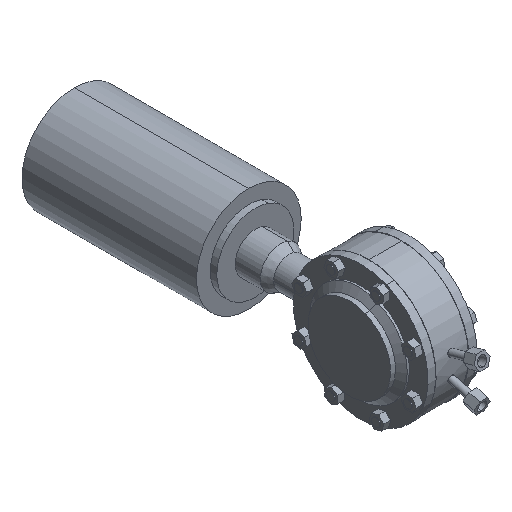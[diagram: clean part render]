
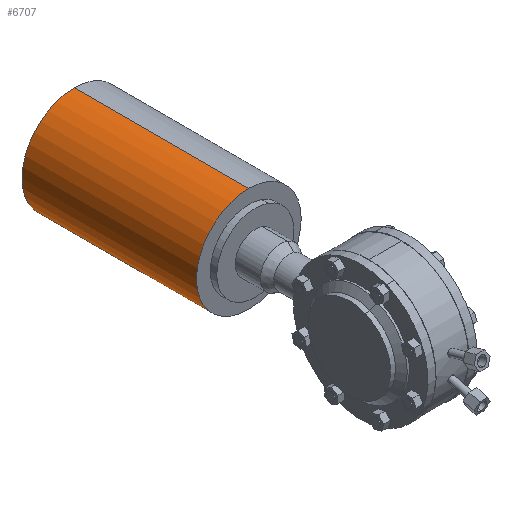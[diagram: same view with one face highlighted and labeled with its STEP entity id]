
A CAD part, isometric view. The second image highlights one B-rep face of the part: STEP entity #6707.
In plain terms, the highlighted cylindrical face has radius 64.5 mm (diameter 129 mm), a partial arc.
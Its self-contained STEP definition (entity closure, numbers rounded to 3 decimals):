
#331 = ORIENTED_EDGE ( 'NONE', *, *, #633, .T. ) ;
#633 = EDGE_CURVE ( 'NONE', #7695, #5624, #2148, .T. ) ;
#842 = LINE ( 'NONE', #7368, #1470 ) ;
#1232 = EDGE_CURVE ( 'NONE', #7600, #5624, #2488, .T. ) ;
#1470 = VECTOR ( 'NONE', #1532, 1000. ) ;
#1506 = DIRECTION ( 'NONE',  ( 0., -1., 0. ) ) ;
#1532 = DIRECTION ( 'NONE',  ( 0., -1., 0. ) ) ;
#1867 = EDGE_CURVE ( 'NONE', #3064, #7600, #842, .T. ) ;
#2148 = LINE ( 'NONE', #5081, #2185 ) ;
#2185 = VECTOR ( 'NONE', #4095, 1000. ) ;
#2210 = CARTESIAN_POINT ( 'NONE',  ( 0., 153.935, 0. ) ) ;
#2488 = CIRCLE ( 'NONE', #3879, 64.5 ) ;
#3064 = VERTEX_POINT ( 'NONE', #3279 ) ;
#3068 = ORIENTED_EDGE ( 'NONE', *, *, #8275, .T. ) ;
#3259 = CARTESIAN_POINT ( 'NONE',  ( 0., 168., -64.5 ) ) ;
#3279 = CARTESIAN_POINT ( 'NONE',  ( 0., 383., 64.5 ) ) ;
#3879 = AXIS2_PLACEMENT_3D ( 'NONE', #6029, #1506, #5400 ) ;
#4025 = EDGE_LOOP ( 'NONE', ( #4870, #3068, #331, #5233 ) ) ;
#4095 = DIRECTION ( 'NONE',  ( 0., -1., 0. ) ) ;
#4423 = CIRCLE ( 'NONE', #8349, 64.5 ) ;
#4870 = ORIENTED_EDGE ( 'NONE', *, *, #1867, .F. ) ;
#5034 = AXIS2_PLACEMENT_3D ( 'NONE', #2210, #6095, #7423 ) ;
#5081 = CARTESIAN_POINT ( 'NONE',  ( 0., 153.935, -64.5 ) ) ;
#5233 = ORIENTED_EDGE ( 'NONE', *, *, #1232, .F. ) ;
#5400 = DIRECTION ( 'NONE',  ( 0., 0., -1. ) ) ;
#5624 = VERTEX_POINT ( 'NONE', #3259 ) ;
#6029 = CARTESIAN_POINT ( 'NONE',  ( 0., 168., 0. ) ) ;
#6095 = DIRECTION ( 'NONE',  ( 0., -1., 0. ) ) ;
#6139 = CARTESIAN_POINT ( 'NONE',  ( 0., 168., 64.5 ) ) ;
#6504 = CARTESIAN_POINT ( 'NONE',  ( 0., 383., -64.5 ) ) ;
#6607 = CYLINDRICAL_SURFACE ( 'NONE', #5034, 64.5 ) ;
#6707 = ADVANCED_FACE ( 'NONE', ( #6891 ), #6607, .T. ) ;
#6891 = FACE_OUTER_BOUND ( 'NONE', #4025, .T. ) ;
#7368 = CARTESIAN_POINT ( 'NONE',  ( 0., 153.935, 64.5 ) ) ;
#7423 = DIRECTION ( 'NONE',  ( 0., 0., -1. ) ) ;
#7600 = VERTEX_POINT ( 'NONE', #6139 ) ;
#7607 = CARTESIAN_POINT ( 'NONE',  ( 0., 383., 0. ) ) ;
#7630 = DIRECTION ( 'NONE',  ( 0., -1., 0. ) ) ;
#7638 = DIRECTION ( 'NONE',  ( 0., 0., -1. ) ) ;
#7695 = VERTEX_POINT ( 'NONE', #6504 ) ;
#8275 = EDGE_CURVE ( 'NONE', #3064, #7695, #4423, .T. ) ;
#8349 = AXIS2_PLACEMENT_3D ( 'NONE', #7607, #7630, #7638 ) ;
